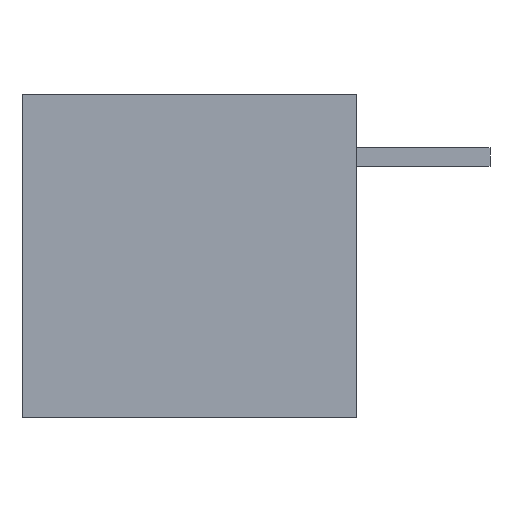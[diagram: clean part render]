
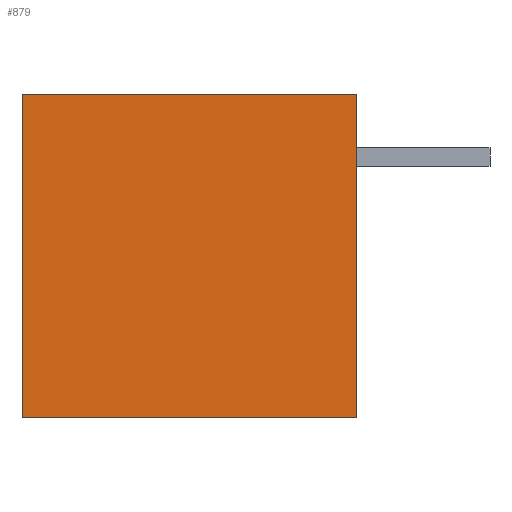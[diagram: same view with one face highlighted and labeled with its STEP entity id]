
A CAD part, left-side view. The second image highlights one B-rep face of the part: STEP entity #879.
In plain terms, the highlighted planar face has unit normal (-1, 0, 0).
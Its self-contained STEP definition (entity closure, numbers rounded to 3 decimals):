
#61=FACE_OUTER_BOUND('',#110,.T.);
#110=EDGE_LOOP('',(#586,#587,#588,#589));
#164=LINE('',#1245,#269);
#165=LINE('',#1248,#270);
#166=LINE('',#1250,#271);
#167=LINE('',#1251,#272);
#269=VECTOR('',#1016,10.);
#270=VECTOR('',#1019,10.);
#271=VECTOR('',#1020,10.);
#272=VECTOR('',#1021,10.);
#372=VERTEX_POINT('',#1241);
#373=VERTEX_POINT('',#1243);
#374=VERTEX_POINT('',#1247);
#375=VERTEX_POINT('',#1249);
#458=EDGE_CURVE('',#372,#373,#164,.T.);
#459=EDGE_CURVE('',#372,#374,#165,.T.);
#460=EDGE_CURVE('',#375,#373,#166,.T.);
#461=EDGE_CURVE('',#374,#375,#167,.T.);
#586=ORIENTED_EDGE('',*,*,#459,.F.);
#587=ORIENTED_EDGE('',*,*,#458,.T.);
#588=ORIENTED_EDGE('',*,*,#460,.F.);
#589=ORIENTED_EDGE('',*,*,#461,.F.);
#832=PLANE('',#945);
#879=ADVANCED_FACE('',(#61),#832,.T.);
#945=AXIS2_PLACEMENT_3D('',#1246,#1017,#1018);
#1016=DIRECTION('',(0.,0.,1.));
#1017=DIRECTION('center_axis',(-1.,0.,0.));
#1018=DIRECTION('ref_axis',(0.,-1.,0.));
#1019=DIRECTION('',(0.,1.,0.));
#1020=DIRECTION('',(0.,-1.,0.));
#1021=DIRECTION('',(0.,0.,1.));
#1241=CARTESIAN_POINT('',(-6.595,22.86,0.));
#1243=CARTESIAN_POINT('',(-6.595,22.86,12.1));
#1245=CARTESIAN_POINT('',(-6.595,22.86,0.));
#1246=CARTESIAN_POINT('Origin',(-6.595,35.36,0.));
#1247=CARTESIAN_POINT('',(-6.595,35.36,0.));
#1248=CARTESIAN_POINT('',(-6.595,22.86,0.));
#1249=CARTESIAN_POINT('',(-6.595,35.36,12.1));
#1250=CARTESIAN_POINT('',(-6.595,22.86,12.1));
#1251=CARTESIAN_POINT('',(-6.595,35.36,0.));
